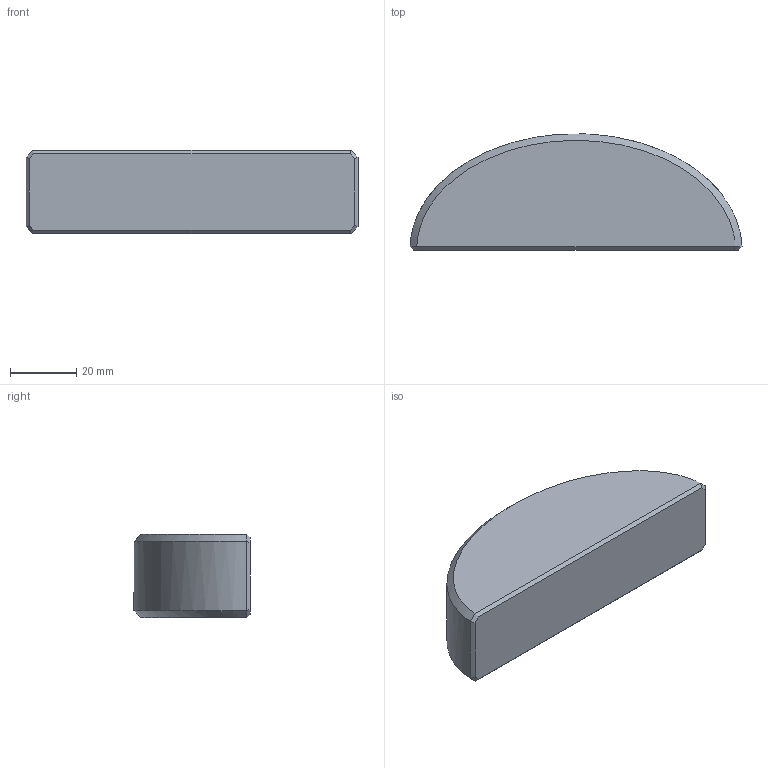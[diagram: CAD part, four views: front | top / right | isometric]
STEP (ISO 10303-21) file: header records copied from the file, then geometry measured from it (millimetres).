
FILE_DESCRIPTION(/* description */ (''),/* implementation_level */ '2;1');
FILE_NAME(/* name */ 'Door Bumper v2.step',/* time_stamp */ '2024-08-11T12:35:56-07:00',/* author */ (''),/* organization */ (''),/* preprocessor_version */ 'ST-DEVELOPER v20',/* originating_system */ 'Autodesk Translation Framework v13.14.0.145',/* authorisation */ '');
FILE_SCHEMA (('AUTOMOTIVE_DESIGN { 1 0 10303 214 3 1 1 }'));
Length unit declared in the file: millimetre
Products named in the file (1): Door Bumper
Bounding box: 99.96 x 34.97 x 25 mm (x, y, z)
Volume: 59776.4 mm3; surface area: 11515.8 mm2
Topology: 1 solids, 1 shells, 17 faces, 42 edges, 28 vertices
Faces by surface type: bspline 10, plane 7
Entity records: 814 total; most frequent: CARTESIAN_POINT 476, ORIENTED_EDGE 84, EDGE_CURVE 42, B_SPLINE_CURVE_WITH_KNOTS 36, VERTEX_POINT 28, DIRECTION 22, EDGE_LOOP 18, FACE_OUTER_BOUND 17
